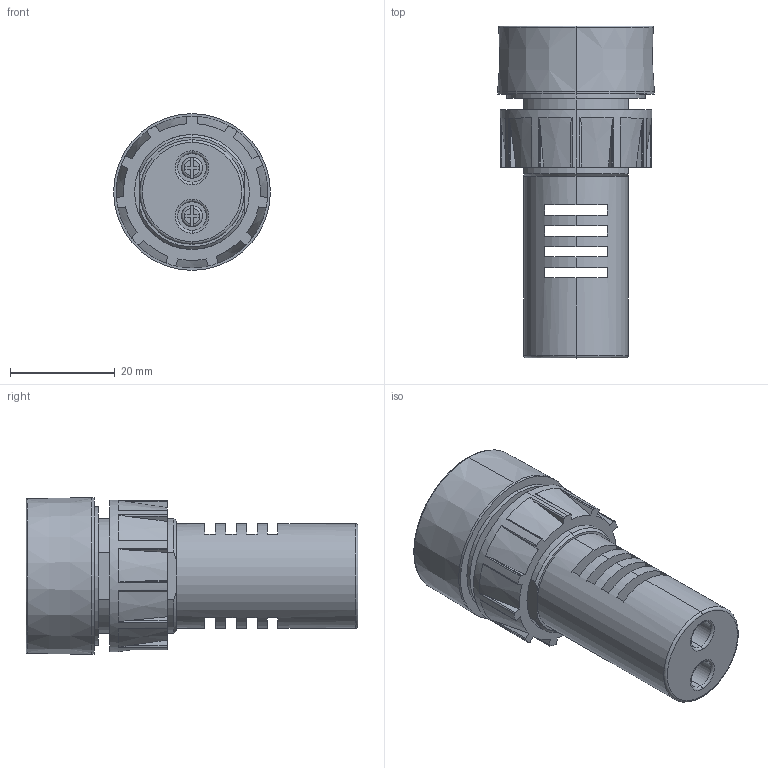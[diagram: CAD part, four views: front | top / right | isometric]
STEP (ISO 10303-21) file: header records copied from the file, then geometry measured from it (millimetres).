
FILE_DESCRIPTION (( 'STEP AP214' ), '1' );
FILE_NAME ('ECX2071-24.STEP', '2018-03-08T20:31:52', ( '' ), ( '' ), 'SwSTEP 2.0', 'SolidWorks 2017', '' );
FILE_SCHEMA (( 'AUTOMOTIVE_DESIGN' ));
Length unit declared in the file: millimetre
Products named in the file (1): ECX2071-24
Bounding box: 30 x 63.5 x 30 mm (x, y, z)
Volume: 26254.7 mm3; surface area: 12388.9 mm2
Topology: 6 solids, 6 shells, 196 faces, 532 edges, 351 vertices
Faces by surface type: plane 89, cylinder 79, cone 16, torus 12
Entity records: 6659 total; most frequent: CARTESIAN_POINT 1494, DIRECTION 1100, ORIENTED_EDGE 1064, EDGE_CURVE 532, AXIS2_PLACEMENT_3D 431, VERTEX_POINT 351, LINE 238, VECTOR 238
